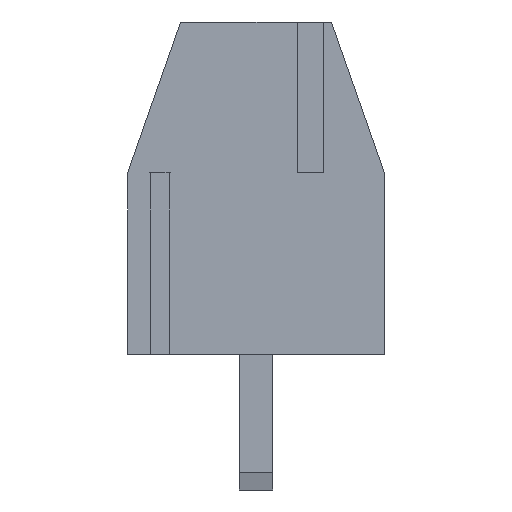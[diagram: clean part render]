
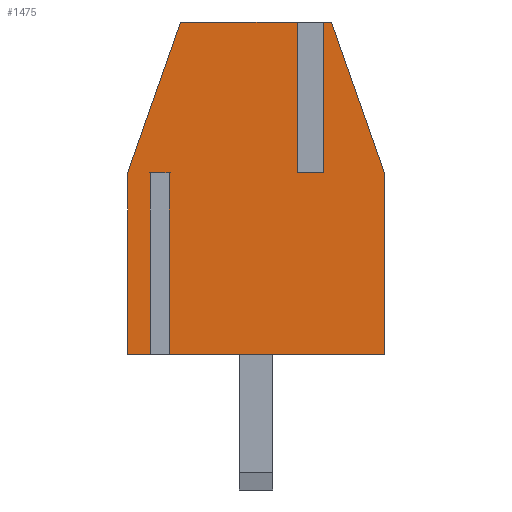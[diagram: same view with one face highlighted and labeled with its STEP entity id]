
A CAD part, left-side view. The second image highlights one B-rep face of the part: STEP entity #1475.
In plain terms, the highlighted planar face has unit normal (-1, 0, 0).
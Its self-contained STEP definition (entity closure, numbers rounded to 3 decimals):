
#1475 = ADVANCED_FACE('',(#1476),#1590,.F.);
#1476 = FACE_BOUND('',#1477,.F.);
#1477 = EDGE_LOOP('',(#1478,#1488,#1496,#1504,#1512,#1520,#1528,#1536,
    #1544,#1552,#1560,#1568,#1576,#1584));
#1478 = ORIENTED_EDGE('',*,*,#1479,.T.);
#1479 = EDGE_CURVE('',#1480,#1482,#1484,.T.);
#1480 = VERTEX_POINT('',#1481);
#1481 = CARTESIAN_POINT('',(-1.75,-2.,8.8));
#1482 = VERTEX_POINT('',#1483);
#1483 = CARTESIAN_POINT('',(-1.75,-3.4,4.8));
#1484 = LINE('',#1485,#1486);
#1485 = CARTESIAN_POINT('',(-1.75,-2.,8.8));
#1486 = VECTOR('',#1487,1.);
#1487 = DIRECTION('',(0.,-0.33,-0.944));
#1488 = ORIENTED_EDGE('',*,*,#1489,.T.);
#1489 = EDGE_CURVE('',#1482,#1490,#1492,.T.);
#1490 = VERTEX_POINT('',#1491);
#1491 = CARTESIAN_POINT('',(-1.75,-3.4,-0.));
#1492 = LINE('',#1493,#1494);
#1493 = CARTESIAN_POINT('',(-1.75,-3.4,4.8));
#1494 = VECTOR('',#1495,1.);
#1495 = DIRECTION('',(0.,0.,-1.));
#1496 = ORIENTED_EDGE('',*,*,#1497,.T.);
#1497 = EDGE_CURVE('',#1490,#1498,#1500,.T.);
#1498 = VERTEX_POINT('',#1499);
#1499 = CARTESIAN_POINT('',(-1.75,2.3,0.));
#1500 = LINE('',#1501,#1502);
#1501 = CARTESIAN_POINT('',(-1.75,-3.4,0.));
#1502 = VECTOR('',#1503,1.);
#1503 = DIRECTION('',(0.,1.,0.));
#1504 = ORIENTED_EDGE('',*,*,#1505,.F.);
#1505 = EDGE_CURVE('',#1506,#1498,#1508,.T.);
#1506 = VERTEX_POINT('',#1507);
#1507 = CARTESIAN_POINT('',(-1.75,2.3,4.8));
#1508 = LINE('',#1509,#1510);
#1509 = CARTESIAN_POINT('',(-1.75,2.3,4.8));
#1510 = VECTOR('',#1511,1.);
#1511 = DIRECTION('',(0.,0.,-1.));
#1512 = ORIENTED_EDGE('',*,*,#1513,.T.);
#1513 = EDGE_CURVE('',#1506,#1514,#1516,.T.);
#1514 = VERTEX_POINT('',#1515);
#1515 = CARTESIAN_POINT('',(-1.75,2.8,4.8));
#1516 = LINE('',#1517,#1518);
#1517 = CARTESIAN_POINT('',(-1.75,2.3,4.8));
#1518 = VECTOR('',#1519,1.);
#1519 = DIRECTION('',(0.,1.,0.));
#1520 = ORIENTED_EDGE('',*,*,#1521,.T.);
#1521 = EDGE_CURVE('',#1514,#1522,#1524,.T.);
#1522 = VERTEX_POINT('',#1523);
#1523 = CARTESIAN_POINT('',(-1.75,2.8,0.));
#1524 = LINE('',#1525,#1526);
#1525 = CARTESIAN_POINT('',(-1.75,2.8,4.8));
#1526 = VECTOR('',#1527,1.);
#1527 = DIRECTION('',(0.,0.,-1.));
#1528 = ORIENTED_EDGE('',*,*,#1529,.T.);
#1529 = EDGE_CURVE('',#1522,#1530,#1532,.T.);
#1530 = VERTEX_POINT('',#1531);
#1531 = CARTESIAN_POINT('',(-1.75,3.4,0.));
#1532 = LINE('',#1533,#1534);
#1533 = CARTESIAN_POINT('',(-1.75,-3.4,0.));
#1534 = VECTOR('',#1535,1.);
#1535 = DIRECTION('',(0.,1.,0.));
#1536 = ORIENTED_EDGE('',*,*,#1537,.T.);
#1537 = EDGE_CURVE('',#1530,#1538,#1540,.T.);
#1538 = VERTEX_POINT('',#1539);
#1539 = CARTESIAN_POINT('',(-1.75,3.4,4.8));
#1540 = LINE('',#1541,#1542);
#1541 = CARTESIAN_POINT('',(-1.75,3.4,0.));
#1542 = VECTOR('',#1543,1.);
#1543 = DIRECTION('',(0.,0.,1.));
#1544 = ORIENTED_EDGE('',*,*,#1545,.T.);
#1545 = EDGE_CURVE('',#1538,#1546,#1548,.T.);
#1546 = VERTEX_POINT('',#1547);
#1547 = CARTESIAN_POINT('',(-1.75,2.,8.8));
#1548 = LINE('',#1549,#1550);
#1549 = CARTESIAN_POINT('',(-1.75,3.4,4.8));
#1550 = VECTOR('',#1551,1.);
#1551 = DIRECTION('',(0.,-0.33,0.944));
#1552 = ORIENTED_EDGE('',*,*,#1553,.T.);
#1553 = EDGE_CURVE('',#1546,#1554,#1556,.T.);
#1554 = VERTEX_POINT('',#1555);
#1555 = CARTESIAN_POINT('',(-1.75,-1.2,8.8));
#1556 = LINE('',#1557,#1558);
#1557 = CARTESIAN_POINT('',(-1.75,2.,8.8));
#1558 = VECTOR('',#1559,1.);
#1559 = DIRECTION('',(0.,-1.,0.));
#1560 = ORIENTED_EDGE('',*,*,#1561,.F.);
#1561 = EDGE_CURVE('',#1562,#1554,#1564,.T.);
#1562 = VERTEX_POINT('',#1563);
#1563 = CARTESIAN_POINT('',(-1.75,-1.2,4.8));
#1564 = LINE('',#1565,#1566);
#1565 = CARTESIAN_POINT('',(-1.75,-1.2,4.8));
#1566 = VECTOR('',#1567,1.);
#1567 = DIRECTION('',(0.,0.,1.));
#1568 = ORIENTED_EDGE('',*,*,#1569,.T.);
#1569 = EDGE_CURVE('',#1562,#1570,#1572,.T.);
#1570 = VERTEX_POINT('',#1571);
#1571 = CARTESIAN_POINT('',(-1.75,-1.7,4.8));
#1572 = LINE('',#1573,#1574);
#1573 = CARTESIAN_POINT('',(-1.75,-1.2,4.8));
#1574 = VECTOR('',#1575,1.);
#1575 = DIRECTION('',(0.,-1.,0.));
#1576 = ORIENTED_EDGE('',*,*,#1577,.T.);
#1577 = EDGE_CURVE('',#1570,#1578,#1580,.T.);
#1578 = VERTEX_POINT('',#1579);
#1579 = CARTESIAN_POINT('',(-1.75,-1.7,8.8));
#1580 = LINE('',#1581,#1582);
#1581 = CARTESIAN_POINT('',(-1.75,-1.7,4.8));
#1582 = VECTOR('',#1583,1.);
#1583 = DIRECTION('',(0.,0.,1.));
#1584 = ORIENTED_EDGE('',*,*,#1585,.T.);
#1585 = EDGE_CURVE('',#1578,#1480,#1586,.T.);
#1586 = LINE('',#1587,#1588);
#1587 = CARTESIAN_POINT('',(-1.75,2.,8.8));
#1588 = VECTOR('',#1589,1.);
#1589 = DIRECTION('',(0.,-1.,0.));
#1590 = PLANE('',#1591);
#1591 = AXIS2_PLACEMENT_3D('',#1592,#1593,#1594);
#1592 = CARTESIAN_POINT('',(-1.75,0.,4.013));
#1593 = DIRECTION('',(1.,0.,0.));
#1594 = DIRECTION('',(0.,0.,1.));
